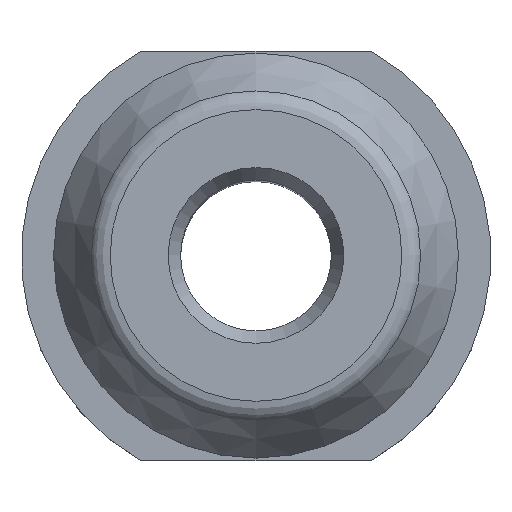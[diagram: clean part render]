
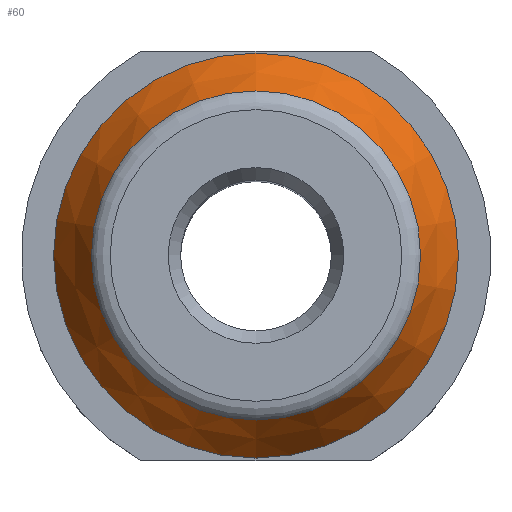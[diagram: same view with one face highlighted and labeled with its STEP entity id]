
A CAD part, top view. The second image highlights one B-rep face of the part: STEP entity #60.
In plain terms, the highlighted conical face has half-angle 30 degrees and reference radius 7.35 mm.
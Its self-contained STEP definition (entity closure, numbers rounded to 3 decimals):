
#37=CONICAL_SURFACE('',#386,7.35,30.);
#60=ADVANCED_FACE('',(#110,#111),#37,.T.);
#110=FACE_BOUND('',#156,.T.);
#111=FACE_BOUND('',#157,.T.);
#156=EDGE_LOOP('',(#216));
#157=EDGE_LOOP('',(#217));
#216=ORIENTED_EDGE('',*,*,#307,.T.);
#217=ORIENTED_EDGE('',*,*,#308,.F.);
#274=VERTEX_POINT('',#578);
#275=VERTEX_POINT('',#580);
#307=EDGE_CURVE('',#274,#274,#332,.T.);
#308=EDGE_CURVE('',#275,#275,#333,.T.);
#332=CIRCLE('',#384,7.639);
#333=CIRCLE('',#385,9.4);
#384=AXIS2_PLACEMENT_3D('',#577,#464,#465);
#385=AXIS2_PLACEMENT_3D('',#579,#466,#467);
#386=AXIS2_PLACEMENT_3D('',#581,#468,#469);
#464=DIRECTION('',(0.,0.,-1.));
#465=DIRECTION('',(0.,-1.,0.));
#466=DIRECTION('',(0.,0.,-1.));
#467=DIRECTION('',(0.,1.,0.));
#468=DIRECTION('',(0.,0.,-1.));
#469=DIRECTION('',(0.,1.,0.));
#577=CARTESIAN_POINT('',(0.,0.,15.75));
#578=CARTESIAN_POINT('',(0.,-7.639,15.75));
#579=CARTESIAN_POINT('',(0.,0.,12.7));
#580=CARTESIAN_POINT('',(0.,9.4,12.7));
#581=CARTESIAN_POINT('',(0.,0.,16.25));
